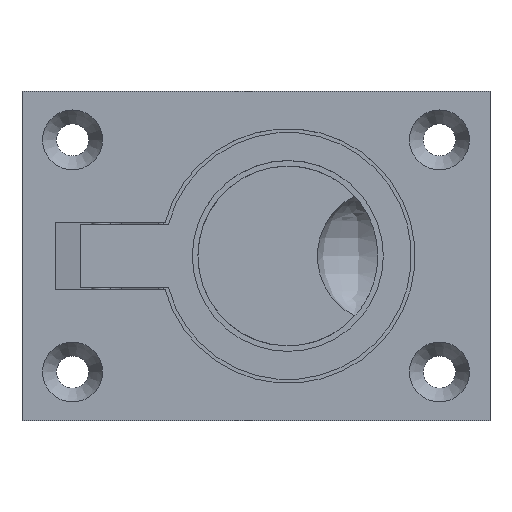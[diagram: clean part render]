
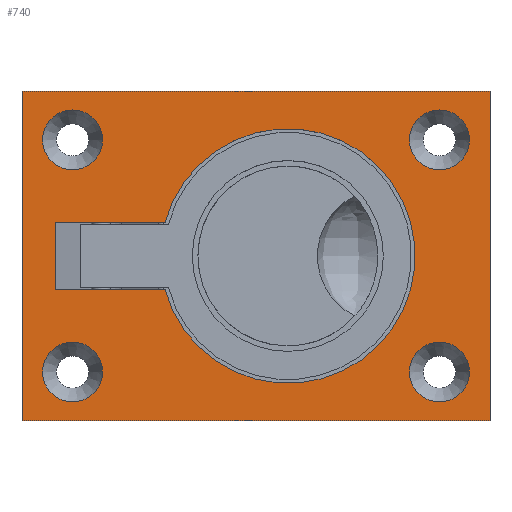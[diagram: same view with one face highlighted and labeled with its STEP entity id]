
A CAD part, top view. The second image highlights one B-rep face of the part: STEP entity #740.
In plain terms, the highlighted planar face has unit normal (0, 0, 1).
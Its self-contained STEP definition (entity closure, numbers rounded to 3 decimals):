
#39=FACE_BOUND('',#170,.T.);
#40=FACE_BOUND('',#171,.T.);
#41=FACE_BOUND('',#172,.T.);
#42=FACE_BOUND('',#173,.T.);
#43=FACE_BOUND('',#174,.T.);
#69=PLANE('',#817);
#111=FACE_OUTER_BOUND('',#169,.T.);
#169=EDGE_LOOP('',(#592,#593,#594,#595));
#170=EDGE_LOOP('',(#596));
#171=EDGE_LOOP('',(#597));
#172=EDGE_LOOP('',(#598));
#173=EDGE_LOOP('',(#599));
#174=EDGE_LOOP('',(#600,#601,#602,#603));
#210=CIRCLE('',#773,4.);
#213=CIRCLE('',#778,4.);
#216=CIRCLE('',#783,4.);
#219=CIRCLE('',#788,4.);
#229=CIRCLE('',#805,17.);
#250=LINE('',#1094,#300);
#258=LINE('',#1235,#308);
#263=LINE('',#1252,#313);
#264=LINE('',#1254,#314);
#268=LINE('',#1263,#318);
#269=LINE('',#1265,#319);
#270=LINE('',#1266,#320);
#300=VECTOR('',#868,62.5);
#308=VECTOR('',#948,14.606);
#313=VECTOR('',#963,14.606);
#314=VECTOR('',#966,9.);
#318=VECTOR('',#978,44.);
#319=VECTOR('',#979,62.5);
#320=VECTOR('',#980,44.);
#351=VERTEX_POINT('',#1091);
#352=VERTEX_POINT('',#1093);
#354=VERTEX_POINT('',#1099);
#357=VERTEX_POINT('',#1107);
#360=VERTEX_POINT('',#1115);
#363=VERTEX_POINT('',#1123);
#374=VERTEX_POINT('',#1222);
#375=VERTEX_POINT('',#1224);
#378=VERTEX_POINT('',#1234);
#385=VERTEX_POINT('',#1250);
#386=VERTEX_POINT('',#1262);
#387=VERTEX_POINT('',#1264);
#421=EDGE_CURVE('',#352,#351,#250,.T.);
#424=EDGE_CURVE('',#354,#354,#210,.T.);
#427=EDGE_CURVE('',#357,#357,#213,.T.);
#430=EDGE_CURVE('',#360,#360,#216,.T.);
#433=EDGE_CURVE('',#363,#363,#219,.T.);
#447=EDGE_CURVE('',#375,#374,#229,.T.);
#452=EDGE_CURVE('',#378,#375,#258,.T.);
#461=EDGE_CURVE('',#374,#385,#263,.T.);
#462=EDGE_CURVE('',#385,#378,#264,.T.);
#466=EDGE_CURVE('',#351,#386,#268,.T.);
#467=EDGE_CURVE('',#386,#387,#269,.T.);
#468=EDGE_CURVE('',#387,#352,#270,.T.);
#592=ORIENTED_EDGE('',*,*,#421,.T.);
#593=ORIENTED_EDGE('',*,*,#466,.T.);
#594=ORIENTED_EDGE('',*,*,#467,.T.);
#595=ORIENTED_EDGE('',*,*,#468,.T.);
#596=ORIENTED_EDGE('',*,*,#424,.T.);
#597=ORIENTED_EDGE('',*,*,#427,.T.);
#598=ORIENTED_EDGE('',*,*,#430,.T.);
#599=ORIENTED_EDGE('',*,*,#433,.T.);
#600=ORIENTED_EDGE('',*,*,#461,.T.);
#601=ORIENTED_EDGE('',*,*,#462,.T.);
#602=ORIENTED_EDGE('',*,*,#452,.T.);
#603=ORIENTED_EDGE('',*,*,#447,.T.);
#740=ADVANCED_FACE('',(#111,#39,#40,#41,#42,#43),#69,.T.);
#773=AXIS2_PLACEMENT_3D('',#1100,#873,#874);
#778=AXIS2_PLACEMENT_3D('',#1108,#883,#884);
#783=AXIS2_PLACEMENT_3D('',#1116,#893,#894);
#788=AXIS2_PLACEMENT_3D('',#1124,#903,#904);
#805=AXIS2_PLACEMENT_3D('',#1225,#938,#939);
#817=AXIS2_PLACEMENT_3D('',#1261,#976,#977);
#868=DIRECTION('',(1.,0.,0.));
#873=DIRECTION('center_axis',(0.,0.,-1.));
#874=DIRECTION('ref_axis',(1.,0.,0.));
#883=DIRECTION('center_axis',(0.,0.,-1.));
#884=DIRECTION('ref_axis',(1.,0.,0.));
#893=DIRECTION('center_axis',(0.,0.,-1.));
#894=DIRECTION('ref_axis',(1.,0.,0.));
#903=DIRECTION('center_axis',(0.,0.,-1.));
#904=DIRECTION('ref_axis',(1.,0.,0.));
#938=DIRECTION('center_axis',(0.,0.,-1.));
#939=DIRECTION('ref_axis',(-1.,0.,0.));
#948=DIRECTION('',(1.,0.,0.));
#963=DIRECTION('',(-1.,0.,0.));
#966=DIRECTION('',(0.,1.,0.));
#976=DIRECTION('center_axis',(0.,0.,1.));
#977=DIRECTION('ref_axis',(1.,0.,0.));
#978=DIRECTION('',(0.,1.,0.));
#979=DIRECTION('',(-1.,0.,0.));
#980=DIRECTION('',(0.,-1.,0.));
#1091=CARTESIAN_POINT('',(31.25,-22.,3.5));
#1093=CARTESIAN_POINT('',(-31.25,-22.,3.5));
#1094=CARTESIAN_POINT('',(-31.25,-22.,3.5));
#1099=CARTESIAN_POINT('',(28.5,-15.5,3.5));
#1100=CARTESIAN_POINT('Origin',(24.5,-15.5,3.5));
#1107=CARTESIAN_POINT('',(-20.5,15.5,3.5));
#1108=CARTESIAN_POINT('Origin',(-24.5,15.5,3.5));
#1115=CARTESIAN_POINT('',(-20.5,-15.5,3.5));
#1116=CARTESIAN_POINT('Origin',(-24.5,-15.5,3.5));
#1123=CARTESIAN_POINT('',(28.5,15.5,3.5));
#1124=CARTESIAN_POINT('Origin',(24.5,15.5,3.5));
#1222=CARTESIAN_POINT('',(-12.144,-4.5,3.5));
#1224=CARTESIAN_POINT('',(-12.144,4.5,3.5));
#1225=CARTESIAN_POINT('Origin',(4.25,0.,3.5));
#1234=CARTESIAN_POINT('',(-26.75,4.5,3.5));
#1235=CARTESIAN_POINT('',(-8.937,4.5,3.5));
#1250=CARTESIAN_POINT('',(-26.75,-4.5,3.5));
#1252=CARTESIAN_POINT('',(-8.937,-4.5,3.5));
#1254=CARTESIAN_POINT('',(-26.75,0.,3.5));
#1261=CARTESIAN_POINT('Origin',(0.,0.,3.5));
#1262=CARTESIAN_POINT('',(31.25,22.,3.5));
#1263=CARTESIAN_POINT('',(31.25,-22.,3.5));
#1264=CARTESIAN_POINT('',(-31.25,22.,3.5));
#1265=CARTESIAN_POINT('',(31.25,22.,3.5));
#1266=CARTESIAN_POINT('',(-31.25,22.,3.5));
